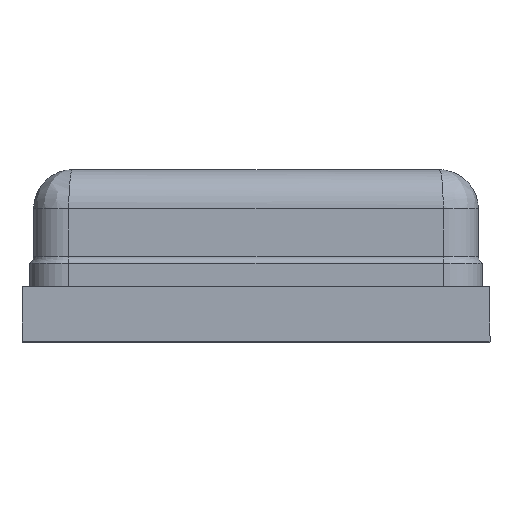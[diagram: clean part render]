
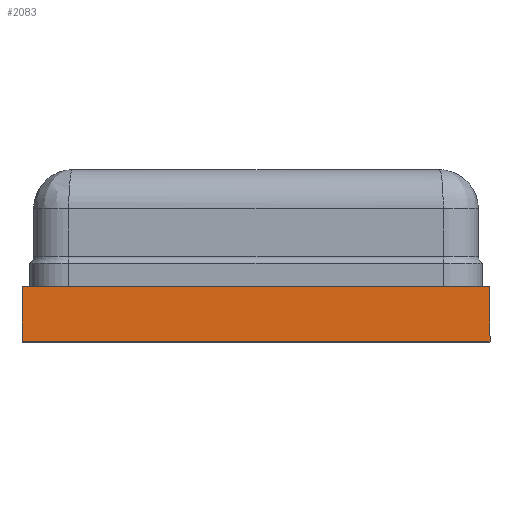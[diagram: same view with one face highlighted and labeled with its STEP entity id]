
A CAD part, top view. The second image highlights one B-rep face of the part: STEP entity #2083.
In plain terms, the highlighted planar face has unit normal (0, 0, 1).
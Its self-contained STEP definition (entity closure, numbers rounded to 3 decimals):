
#98 = CARTESIAN_POINT ( 'NONE',  ( -1.432, -0.879, 6. ) ) ;
#177 = DIRECTION ( 'NONE',  ( 0., 0., -1. ) ) ;
#239 = CARTESIAN_POINT ( 'NONE',  ( 1.568, -0.879, 6. ) ) ;
#270 = VECTOR ( 'NONE', #618, 1000. ) ;
#618 = DIRECTION ( 'NONE',  ( 0., -1., 0. ) ) ;
#639 = AXIS2_PLACEMENT_3D ( 'NONE', #1191, #177, #1210 ) ;
#847 = ORIENTED_EDGE ( 'NONE', *, *, #1295, .F. ) ;
#858 = DIRECTION ( 'NONE',  ( -1., 0., 0. ) ) ;
#865 = VERTEX_POINT ( 'NONE', #239 ) ;
#935 = DIRECTION ( 'NONE',  ( -1., 0., 0. ) ) ;
#1168 = EDGE_CURVE ( 'NONE', #865, #2853, #1898, .T. ) ;
#1191 = CARTESIAN_POINT ( 'NONE',  ( -1.432, -0.879, 6. ) ) ;
#1210 = DIRECTION ( 'NONE',  ( 1., 0., 0. ) ) ;
#1283 = LINE ( 'NONE', #2282, #1602 ) ;
#1295 = EDGE_CURVE ( 'NONE', #2853, #1421, #1283, .T. ) ;
#1326 = VECTOR ( 'NONE', #935, 1000. ) ;
#1361 = CARTESIAN_POINT ( 'NONE',  ( 1.568, -1.229, 6. ) ) ;
#1421 = VERTEX_POINT ( 'NONE', #1930 ) ;
#1588 = DIRECTION ( 'NONE',  ( 0., -1., 0. ) ) ;
#1602 = VECTOR ( 'NONE', #858, 1000. ) ;
#1640 = EDGE_LOOP ( 'NONE', ( #3157, #847, #2837, #2535 ) ) ;
#1649 = CARTESIAN_POINT ( 'NONE',  ( 1.568, -1.054, 6. ) ) ;
#1727 = EDGE_CURVE ( 'NONE', #865, #2724, #2184, .T. ) ;
#1873 = CARTESIAN_POINT ( 'NONE',  ( -1.432, -1.054, 6. ) ) ;
#1898 = LINE ( 'NONE', #1649, #1964 ) ;
#1926 = CARTESIAN_POINT ( 'NONE',  ( 0.068, -0.879, 6. ) ) ;
#1930 = CARTESIAN_POINT ( 'NONE',  ( -1.432, -1.229, 6. ) ) ;
#1964 = VECTOR ( 'NONE', #1588, 1000. ) ;
#1978 = PLANE ( 'NONE',  #639 ) ;
#2083 = ADVANCED_FACE ( 'NONE', ( #2929 ), #1978, .F. ) ;
#2184 = LINE ( 'NONE', #1926, #1326 ) ;
#2282 = CARTESIAN_POINT ( 'NONE',  ( 0.068, -1.229, 6. ) ) ;
#2535 = ORIENTED_EDGE ( 'NONE', *, *, #1727, .T. ) ;
#2648 = EDGE_CURVE ( 'NONE', #2724, #1421, #2887, .T. ) ;
#2724 = VERTEX_POINT ( 'NONE', #98 ) ;
#2837 = ORIENTED_EDGE ( 'NONE', *, *, #1168, .F. ) ;
#2853 = VERTEX_POINT ( 'NONE', #1361 ) ;
#2887 = LINE ( 'NONE', #1873, #270 ) ;
#2929 = FACE_OUTER_BOUND ( 'NONE', #1640, .T. ) ;
#3157 = ORIENTED_EDGE ( 'NONE', *, *, #2648, .T. ) ;
